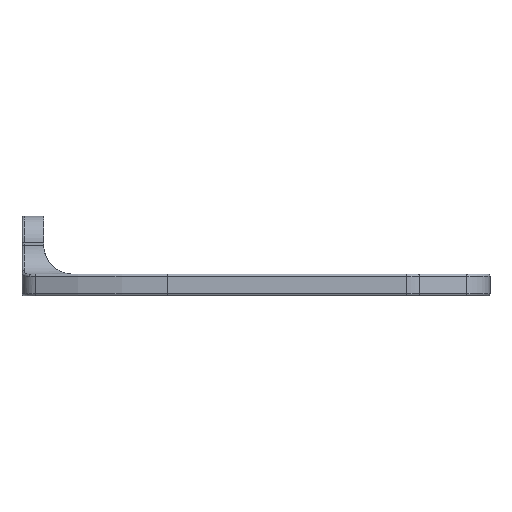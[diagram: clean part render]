
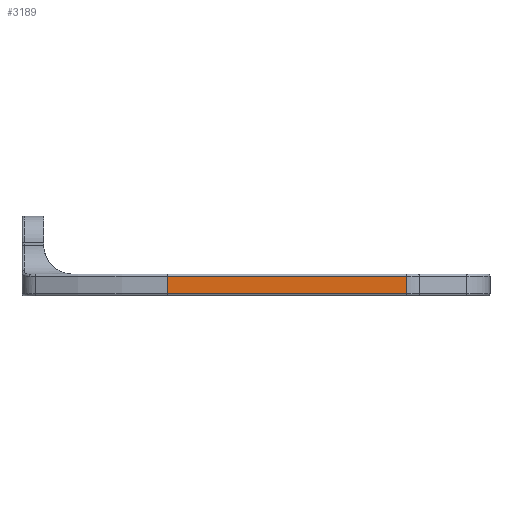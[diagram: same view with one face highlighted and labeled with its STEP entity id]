
A CAD part, front view. The second image highlights one B-rep face of the part: STEP entity #3189.
In plain terms, the highlighted planar face has unit normal (0, -1, 0).
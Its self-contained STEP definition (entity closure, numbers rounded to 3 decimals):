
#642 = CYLINDRICAL_SURFACE('',#643,0.3);
#643 = AXIS2_PLACEMENT_3D('',#644,#645,#646);
#644 = CARTESIAN_POINT('',(0.,-18.7,0.3));
#645 = DIRECTION('',(1.,0.,0.));
#646 = DIRECTION('',(0.,0.,-1.));
#1320 = VERTEX_POINT('',#1321);
#1321 = CARTESIAN_POINT('',(0.,-19.,0.3));
#1356 = CYLINDRICAL_SURFACE('',#1357,46.036);
#1357 = AXIS2_PLACEMENT_3D('',#1358,#1359,#1360);
#1358 = CARTESIAN_POINT('',(0.,27.036,0.));
#1359 = DIRECTION('',(-0.,-0.,-1.));
#1360 = DIRECTION('',(1.,0.,0.));
#1426 = EDGE_CURVE('',#1320,#1427,#1429,.T.);
#1427 = VERTEX_POINT('',#1428);
#1428 = CARTESIAN_POINT('',(33.,-19.,0.3));
#1429 = SURFACE_CURVE('',#1430,(#1434,#1441),.PCURVE_S1.);
#1430 = LINE('',#1431,#1432);
#1431 = CARTESIAN_POINT('',(0.,-19.,0.3));
#1432 = VECTOR('',#1433,1.);
#1433 = DIRECTION('',(1.,0.,0.));
#1434 = PCURVE('',#642,#1435);
#1435 = DEFINITIONAL_REPRESENTATION('',(#1436),#1440);
#1436 = LINE('',#1437,#1438);
#1437 = CARTESIAN_POINT('',(-1.571,0.));
#1438 = VECTOR('',#1439,1.);
#1439 = DIRECTION('',(-0.,1.));
#1440 = ( GEOMETRIC_REPRESENTATION_CONTEXT(2) 
PARAMETRIC_REPRESENTATION_CONTEXT() REPRESENTATION_CONTEXT('2D SPACE',''
  ) );
#1441 = PCURVE('',#1442,#1447);
#1442 = PLANE('',#1443);
#1443 = AXIS2_PLACEMENT_3D('',#1444,#1445,#1446);
#1444 = CARTESIAN_POINT('',(33.,-19.,0.));
#1445 = DIRECTION('',(0.,-1.,0.));
#1446 = DIRECTION('',(-1.,0.,0.));
#1447 = DEFINITIONAL_REPRESENTATION('',(#1448),#1452);
#1448 = LINE('',#1449,#1450);
#1449 = CARTESIAN_POINT('',(33.,-0.3));
#1450 = VECTOR('',#1451,1.);
#1451 = DIRECTION('',(-1.,0.));
#1452 = ( GEOMETRIC_REPRESENTATION_CONTEXT(2) 
PARAMETRIC_REPRESENTATION_CONTEXT() REPRESENTATION_CONTEXT('2D SPACE',''
  ) );
#1570 = CYLINDRICAL_SURFACE('',#1571,5.);
#1571 = AXIS2_PLACEMENT_3D('',#1572,#1573,#1574);
#1572 = CARTESIAN_POINT('',(33.,-14.,0.));
#1573 = DIRECTION('',(-0.,-0.,-1.));
#1574 = DIRECTION('',(1.,0.,0.));
#2933 = VERTEX_POINT('',#2934);
#2934 = CARTESIAN_POINT('',(0.,-19.,2.7));
#2961 = EDGE_CURVE('',#1320,#2933,#2962,.T.);
#2962 = SURFACE_CURVE('',#2963,(#2967,#2974),.PCURVE_S1.);
#2963 = LINE('',#2964,#2965);
#2964 = CARTESIAN_POINT('',(0.,-19.,0.));
#2965 = VECTOR('',#2966,1.);
#2966 = DIRECTION('',(0.,0.,1.));
#2967 = PCURVE('',#1356,#2968);
#2968 = DEFINITIONAL_REPRESENTATION('',(#2969),#2973);
#2969 = LINE('',#2970,#2971);
#2970 = CARTESIAN_POINT('',(-4.712,0.));
#2971 = VECTOR('',#2972,1.);
#2972 = DIRECTION('',(-0.,-1.));
#2973 = ( GEOMETRIC_REPRESENTATION_CONTEXT(2) 
PARAMETRIC_REPRESENTATION_CONTEXT() REPRESENTATION_CONTEXT('2D SPACE',''
  ) );
#2974 = PCURVE('',#1442,#2975);
#2975 = DEFINITIONAL_REPRESENTATION('',(#2976),#2980);
#2976 = LINE('',#2977,#2978);
#2977 = CARTESIAN_POINT('',(33.,0.));
#2978 = VECTOR('',#2979,1.);
#2979 = DIRECTION('',(0.,-1.));
#2980 = ( GEOMETRIC_REPRESENTATION_CONTEXT(2) 
PARAMETRIC_REPRESENTATION_CONTEXT() REPRESENTATION_CONTEXT('2D SPACE',''
  ) );
#3189 = ADVANCED_FACE('',(#3190),#1442,.T.);
#3190 = FACE_BOUND('',#3191,.T.);
#3191 = EDGE_LOOP('',(#3192,#3215,#3241,#3242));
#3192 = ORIENTED_EDGE('',*,*,#3193,.T.);
#3193 = EDGE_CURVE('',#1427,#3194,#3196,.T.);
#3194 = VERTEX_POINT('',#3195);
#3195 = CARTESIAN_POINT('',(33.,-19.,2.7));
#3196 = SURFACE_CURVE('',#3197,(#3201,#3208),.PCURVE_S1.);
#3197 = LINE('',#3198,#3199);
#3198 = CARTESIAN_POINT('',(33.,-19.,0.));
#3199 = VECTOR('',#3200,1.);
#3200 = DIRECTION('',(0.,0.,1.));
#3201 = PCURVE('',#1442,#3202);
#3202 = DEFINITIONAL_REPRESENTATION('',(#3203),#3207);
#3203 = LINE('',#3204,#3205);
#3204 = CARTESIAN_POINT('',(0.,-0.));
#3205 = VECTOR('',#3206,1.);
#3206 = DIRECTION('',(0.,-1.));
#3207 = ( GEOMETRIC_REPRESENTATION_CONTEXT(2) 
PARAMETRIC_REPRESENTATION_CONTEXT() REPRESENTATION_CONTEXT('2D SPACE',''
  ) );
#3208 = PCURVE('',#1570,#3209);
#3209 = DEFINITIONAL_REPRESENTATION('',(#3210),#3214);
#3210 = LINE('',#3211,#3212);
#3211 = CARTESIAN_POINT('',(-4.712,0.));
#3212 = VECTOR('',#3213,1.);
#3213 = DIRECTION('',(-0.,-1.));
#3214 = ( GEOMETRIC_REPRESENTATION_CONTEXT(2) 
PARAMETRIC_REPRESENTATION_CONTEXT() REPRESENTATION_CONTEXT('2D SPACE',''
  ) );
#3215 = ORIENTED_EDGE('',*,*,#3216,.F.);
#3216 = EDGE_CURVE('',#2933,#3194,#3217,.T.);
#3217 = SURFACE_CURVE('',#3218,(#3222,#3229),.PCURVE_S1.);
#3218 = LINE('',#3219,#3220);
#3219 = CARTESIAN_POINT('',(0.,-19.,2.7));
#3220 = VECTOR('',#3221,1.);
#3221 = DIRECTION('',(1.,0.,0.));
#3222 = PCURVE('',#1442,#3223);
#3223 = DEFINITIONAL_REPRESENTATION('',(#3224),#3228);
#3224 = LINE('',#3225,#3226);
#3225 = CARTESIAN_POINT('',(33.,-2.7));
#3226 = VECTOR('',#3227,1.);
#3227 = DIRECTION('',(-1.,0.));
#3228 = ( GEOMETRIC_REPRESENTATION_CONTEXT(2) 
PARAMETRIC_REPRESENTATION_CONTEXT() REPRESENTATION_CONTEXT('2D SPACE',''
  ) );
#3229 = PCURVE('',#3230,#3235);
#3230 = CYLINDRICAL_SURFACE('',#3231,0.3);
#3231 = AXIS2_PLACEMENT_3D('',#3232,#3233,#3234);
#3232 = CARTESIAN_POINT('',(0.,-18.7,2.7));
#3233 = DIRECTION('',(1.,0.,0.));
#3234 = DIRECTION('',(0.,-1.,0.));
#3235 = DEFINITIONAL_REPRESENTATION('',(#3236),#3240);
#3236 = LINE('',#3237,#3238);
#3237 = CARTESIAN_POINT('',(-0.,0.));
#3238 = VECTOR('',#3239,1.);
#3239 = DIRECTION('',(-0.,1.));
#3240 = ( GEOMETRIC_REPRESENTATION_CONTEXT(2) 
PARAMETRIC_REPRESENTATION_CONTEXT() REPRESENTATION_CONTEXT('2D SPACE',''
  ) );
#3241 = ORIENTED_EDGE('',*,*,#2961,.F.);
#3242 = ORIENTED_EDGE('',*,*,#1426,.T.);
